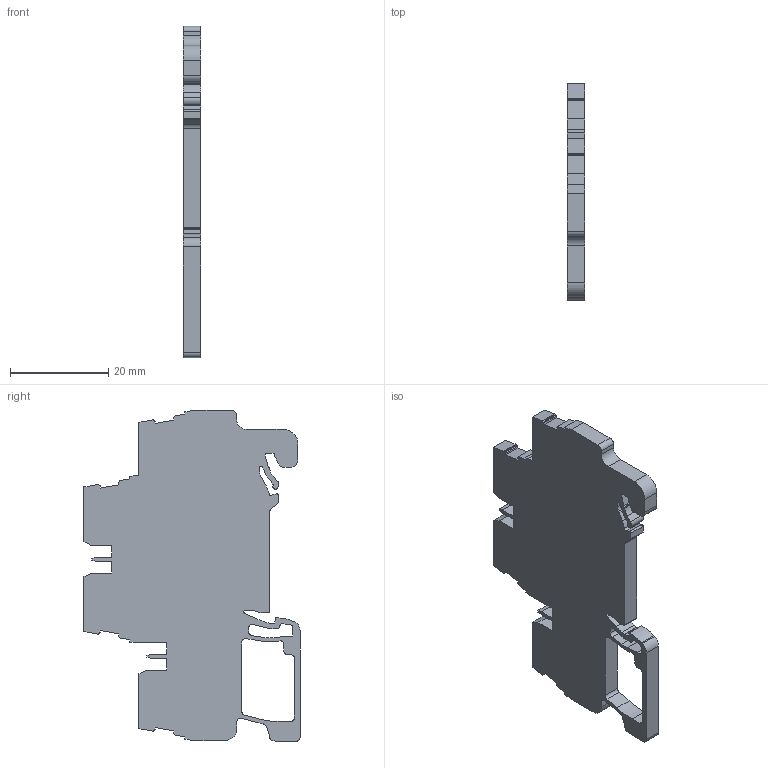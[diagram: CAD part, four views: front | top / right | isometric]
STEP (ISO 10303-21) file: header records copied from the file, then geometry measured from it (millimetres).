
FILE_DESCRIPTION (( 'STEP AP214' ), '1' );
FILE_NAME ('CPDL1.5.STEP', '2024-11-15T11:52:15', ( '' ), ( '' ), 'SwSTEP 2.0', 'SolidWorks 2022', '' );
FILE_SCHEMA (( 'AUTOMOTIVE_DESIGN' ));
Length unit declared in the file: millimetre
Products named in the file (1): CPDL1.5
Bounding box: 3.5 x 44 x 67.4 mm (x, y, z)
Volume: 6946.2 mm3; surface area: 5285.7 mm2
Topology: 1 solids, 1 shells, 331 faces, 969 edges, 646 vertices
Faces by surface type: plane 215, cylinder 116
Entity records: 11259 total; most frequent: CARTESIAN_POINT 1947, ORIENTED_EDGE 1938, DIRECTION 1865, EDGE_CURVE 969, LINE 737, VECTOR 737, VERTEX_POINT 646, AXIS2_PLACEMENT_3D 564
